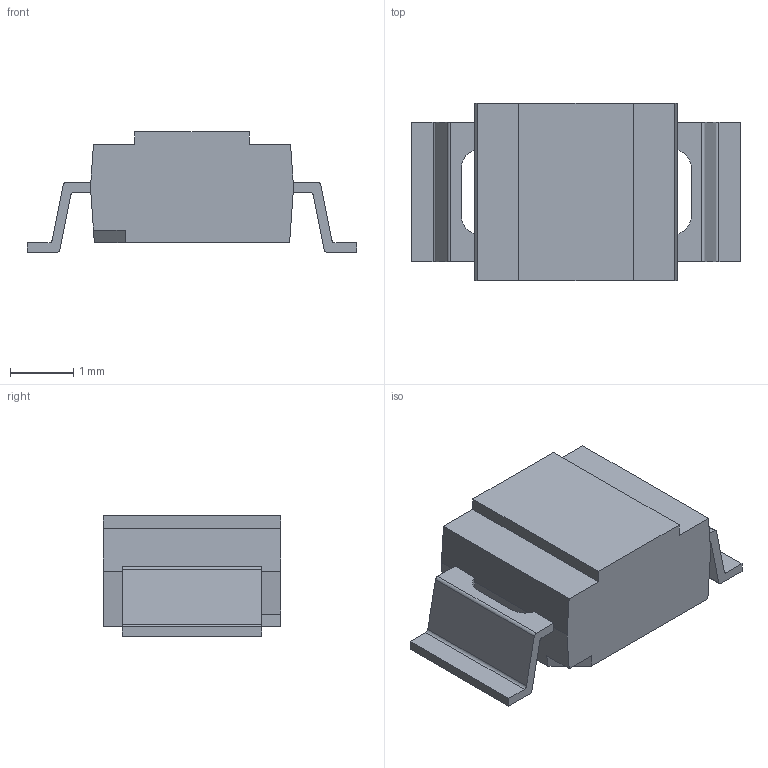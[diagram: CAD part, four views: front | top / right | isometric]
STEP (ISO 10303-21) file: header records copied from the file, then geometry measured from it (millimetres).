
FILE_DESCRIPTION(('FreeCAD Model'),'2;1');
FILE_NAME('Open CASCADE Shape Model','2024-11-07T00:02:30',( 'kicad StepUp'),('ksu MCAD'),'Open CASCADE STEP processor 7.6', 'FreeCAD','Unknown');
FILE_SCHEMA(('AUTOMOTIVE_DESIGN { 1 0 10303 214 1 1 1 1 }'));
Length unit declared in the file: millimetre
Products named in the file (7): AA3528-015; AA3528-09; AA3528-010; AA3528-011; AA3528-012; AA3528-013; AA3528-014
Assembly tree (6 placements, depth 2):
  AA3528-015
    AA3528-09
    AA3528-010
    AA3528-011
    AA3528-012
    AA3528-013
    AA3528-014
Bounding box: 5.2 x 2.8 x 1.9 mm (x, y, z)
Surface area: 71.1 mm2 (no closed solid volume)
Topology: 0 solids, 6 shells, 60 faces, 161 edges, 110 vertices
Faces by surface type: plane 44, cylinder 12, cone 2, bspline 2
Entity records: 2153 total; most frequent: CARTESIAN_POINT 572, ORIENTED_EDGE 310, DIRECTION 263, EDGE_CURVE 161, VERTEX_POINT 110, AXIS2_PLACEMENT_3D 95, LINE 73, VECTOR 73
